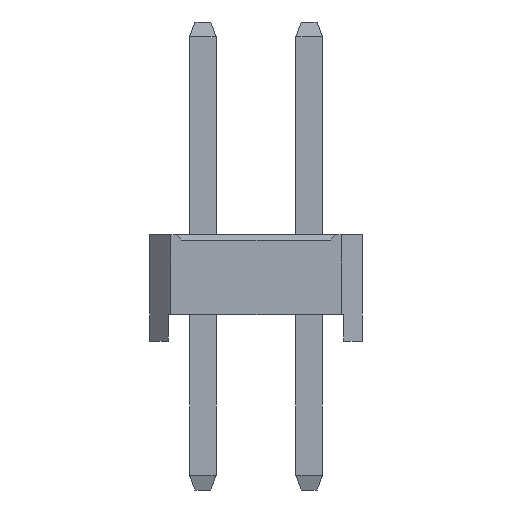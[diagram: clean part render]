
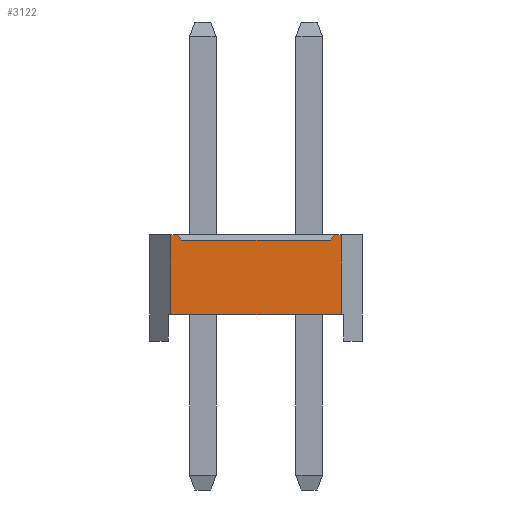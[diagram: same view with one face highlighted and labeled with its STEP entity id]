
A CAD part, left-side view. The second image highlights one B-rep face of the part: STEP entity #3122.
In plain terms, the highlighted planar face has unit normal (-1, 0, 0).
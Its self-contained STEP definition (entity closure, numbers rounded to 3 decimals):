
#3122=ADVANCED_FACE('',(#12612),#12614,.T.);
#12612=FACE_BOUND('',#12613,.T.);
#12613=EDGE_LOOP('',(#20039,#20040,#20041,#20042,#20043,#20044,#20045,#20046));
#12614=PLANE('',#12615);
#12615=AXIS2_PLACEMENT_3D('',#12616,#12617,#12618);
#12616=CARTESIAN_POINT('',(-1.,2.6,0.));
#12617=DIRECTION('',(-1.,0.,0.));
#12618=DIRECTION('',(0.,-1.,0.));
#20039=ORIENTED_EDGE('',*,*,#24626,.F.);
#20040=ORIENTED_EDGE('',*,*,#24627,.T.);
#20041=ORIENTED_EDGE('',*,*,#24628,.F.);
#20042=ORIENTED_EDGE('',*,*,#23611,.F.);
#20043=ORIENTED_EDGE('',*,*,#24629,.F.);
#20044=ORIENTED_EDGE('',*,*,#23236,.T.);
#20045=ORIENTED_EDGE('',*,*,#24625,.T.);
#20046=ORIENTED_EDGE('',*,*,#23615,.F.);
#23236=EDGE_CURVE('',#25873,#25871,#25874,.T.);
#23611=EDGE_CURVE('',#26621,#26623,#26624,.T.);
#23615=EDGE_CURVE('',#26629,#26631,#26632,.T.);
#24625=EDGE_CURVE('',#25871,#26631,#28310,.T.);
#24626=EDGE_CURVE('',#28311,#26629,#28312,.F.);
#24627=EDGE_CURVE('',#28311,#28313,#28314,.T.);
#24628=EDGE_CURVE('',#26623,#28313,#28315,.F.);
#24629=EDGE_CURVE('',#25873,#26621,#28316,.T.);
#25871=VERTEX_POINT('',#30146);
#25873=VERTEX_POINT('',#30150);
#25874=LINE('',#30151,#30152);
#26621=VERTEX_POINT('',#31646);
#26623=VERTEX_POINT('',#31650);
#26624=LINE('',#31651,#31652);
#26629=VERTEX_POINT('',#31662);
#26631=VERTEX_POINT('',#31666);
#26632=LINE('',#31667,#31668);
#28310=LINE('',#35365,#35366);
#28311=VERTEX_POINT('',#35368);
#28312=LINE('',#35369,#35370);
#28313=VERTEX_POINT('',#35372);
#28314=LINE('',#35373,#35374);
#28315=LINE('',#35376,#35377);
#28316=LINE('',#35379,#35380);
#30146=CARTESIAN_POINT('',(-1.,-0.6,0.5));
#30150=CARTESIAN_POINT('',(-1.,2.6,0.5));
#30151=CARTESIAN_POINT('',(-1.,2.6,0.5));
#30152=VECTOR('',#30153,1.);
#30153=DIRECTION('',(0.,-1.,0.));
#31646=CARTESIAN_POINT('',(-1.,2.6,2.));
#31650=CARTESIAN_POINT('',(-1.,2.5,2.));
#31651=CARTESIAN_POINT('',(-1.,2.6,2.));
#31652=VECTOR('',#31653,1.);
#31653=DIRECTION('',(0.,-1.,0.));
#31662=CARTESIAN_POINT('',(-1.,-0.5,2.));
#31666=CARTESIAN_POINT('',(-1.,-0.6,2.));
#31667=CARTESIAN_POINT('',(-1.,-0.5,2.));
#31668=VECTOR('',#31669,1.);
#31669=DIRECTION('',(0.,-1.,0.));
#35365=CARTESIAN_POINT('',(-1.,-0.6,0.5));
#35366=VECTOR('',#35367,1.);
#35367=DIRECTION('',(0.,0.,1.));
#35368=CARTESIAN_POINT('',(-1.,-0.4,1.9));
#35369=CARTESIAN_POINT('',(-1.,-0.5,2.));
#35370=VECTOR('',#35371,1.);
#35371=DIRECTION('',(0.,0.707,-0.707));
#35372=CARTESIAN_POINT('',(-1.,2.4,1.9));
#35373=CARTESIAN_POINT('',(-1.,-0.4,1.9));
#35374=VECTOR('',#35375,1.);
#35375=DIRECTION('',(0.,1.,0.));
#35376=CARTESIAN_POINT('',(-1.,2.4,1.9));
#35377=VECTOR('',#35378,1.);
#35378=DIRECTION('',(0.,0.707,0.707));
#35379=CARTESIAN_POINT('',(-1.,2.6,0.5));
#35380=VECTOR('',#35381,1.);
#35381=DIRECTION('',(0.,0.,1.));
